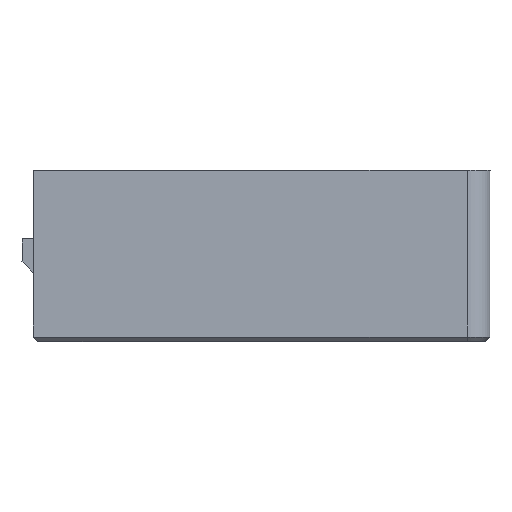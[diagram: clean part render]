
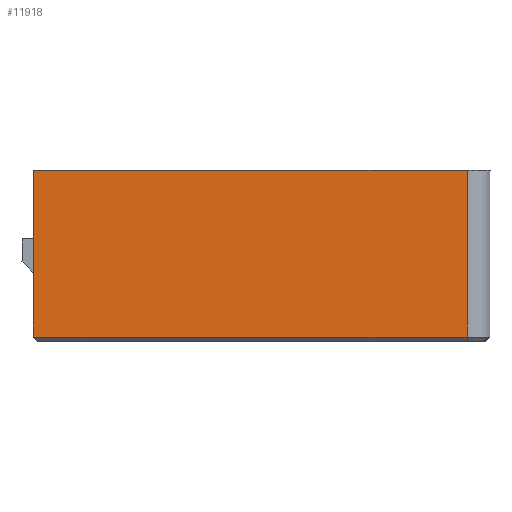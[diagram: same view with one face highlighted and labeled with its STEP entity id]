
A CAD part, left-side view. The second image highlights one B-rep face of the part: STEP entity #11918.
In plain terms, the highlighted planar face has unit normal (-1, 0, 0).
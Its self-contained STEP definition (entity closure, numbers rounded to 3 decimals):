
#485=PLANE('',#12995);
#1008=FACE_OUTER_BOUND('',#1662,.T.);
#1662=EDGE_LOOP('',(#10251,#10252,#10253,#10254));
#2681=LINE('',#20034,#3821);
#2695=LINE('',#20499,#3835);
#2717=LINE('',#20542,#3857);
#2736=LINE('',#20584,#3876);
#3821=VECTOR('',#15667,10.);
#3835=VECTOR('',#15753,10.);
#3857=VECTOR('',#15799,10.);
#3876=VECTOR('',#15856,10.);
#5538=VERTEX_POINT('',#20031);
#5539=VERTEX_POINT('',#20033);
#5616=VERTEX_POINT('',#20498);
#5625=VERTEX_POINT('',#20540);
#7119=EDGE_CURVE('',#5539,#5538,#2681,.T.);
#7206=EDGE_CURVE('',#5616,#5539,#2695,.T.);
#7231=EDGE_CURVE('',#5625,#5538,#2717,.T.);
#7253=EDGE_CURVE('',#5616,#5625,#2736,.T.);
#10251=ORIENTED_EDGE('',*,*,#7231,.F.);
#10252=ORIENTED_EDGE('',*,*,#7253,.F.);
#10253=ORIENTED_EDGE('',*,*,#7206,.T.);
#10254=ORIENTED_EDGE('',*,*,#7119,.T.);
#11918=ADVANCED_FACE('',(#1008),#485,.T.);
#12995=AXIS2_PLACEMENT_3D('',#20583,#15854,#15855);
#15667=DIRECTION('',(0.,0.,-1.));
#15753=DIRECTION('',(0.,1.,0.));
#15799=DIRECTION('',(0.,1.,0.));
#15854=DIRECTION('center_axis',(-1.,0.,0.));
#15855=DIRECTION('ref_axis',(0.,1.,0.));
#15856=DIRECTION('',(0.,0.,-1.));
#20031=CARTESIAN_POINT('',(-46.5,20.,0.4));
#20033=CARTESIAN_POINT('',(-46.5,20.,15.));
#20034=CARTESIAN_POINT('',(-46.5,20.,48.75));
#20498=CARTESIAN_POINT('',(-46.5,-18.,15.));
#20499=CARTESIAN_POINT('',(-46.5,10.,15.));
#20540=CARTESIAN_POINT('',(-46.5,-18.,0.4));
#20542=CARTESIAN_POINT('',(-46.5,-10.,0.4));
#20583=CARTESIAN_POINT('Origin',(-46.5,0.,
7.5));
#20584=CARTESIAN_POINT('',(-46.5,-18.,11.25));
